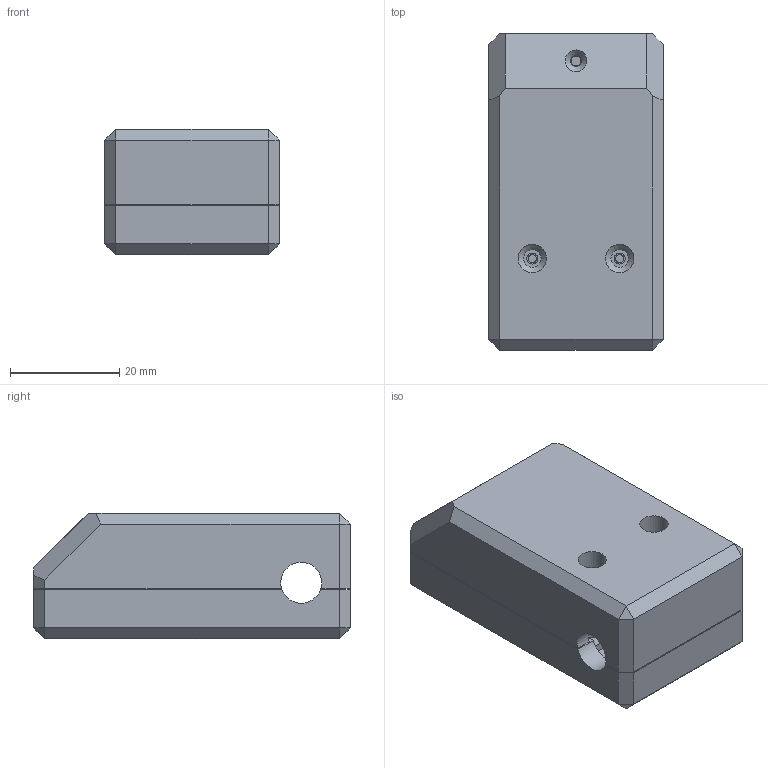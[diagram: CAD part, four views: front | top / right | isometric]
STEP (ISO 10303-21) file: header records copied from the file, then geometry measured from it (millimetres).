
FILE_DESCRIPTION(/* description */ (''),/* implementation_level */ '2;1');
FILE_NAME(/* name */ 'Sensor - 2 Holes.step',/* time_stamp */ '2021-05-07T08:46:51+10:00',/* author */ (''),/* organization */ (''),/* preprocessor_version */ 'ST-DEVELOPER v18.1',/* originating_system */ 'Autodesk Translation Framework v10.6.0.1341',/* authorisation */ '');
FILE_SCHEMA (('AUTOMOTIVE_DESIGN { 1 0 10303 214 3 1 1 }'));
Length unit declared in the file: millimetre
Products named in the file (3): Sensor - 2 Holes; Base; Lid
Assembly tree (2 placements, depth 2):
  Sensor - 2 Holes
    Base
    Lid
Bounding box: 32 x 58 x 23 mm (x, y, z)
Volume: 20178.4 mm3; surface area: 13997 mm2
Topology: 2 solids, 2 shells, 140 faces, 362 edges, 231 vertices
Faces by surface type: plane 124, cylinder 13, cone 3
Full cylindrical faces by diameter (mm): 1.5 x2, 1.8 x2, 2 x2, 4 x1, 5.2 x2
Entity records: 4287 total; most frequent: CARTESIAN_POINT 738, ORIENTED_EDGE 724, DIRECTION 681, EDGE_CURVE 362, LINE 333, VECTOR 333, VERTEX_POINT 231, AXIS2_PLACEMENT_3D 174
